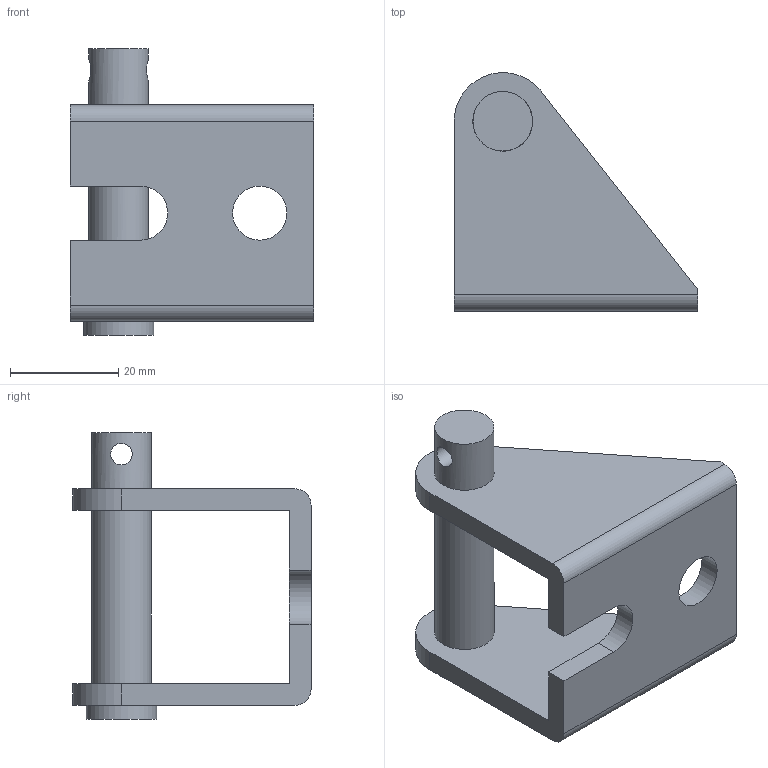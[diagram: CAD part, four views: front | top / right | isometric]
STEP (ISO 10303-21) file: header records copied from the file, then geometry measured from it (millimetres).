
FILE_DESCRIPTION(('FreeCAD Model'),'2;1');
FILE_NAME('MB3U pinned.step','2016-09-30T11:28:52',('Technical Support'),( 'Firgelli Automations Inc'),'Open CASCADE STEP processor 6.8', 'FreeCAD','Unknown');
FILE_SCHEMA(('AUTOMOTIVE_DESIGN_CC2 { 1 2 10303 214 -1 1 5 4 }'));
Length unit declared in the file: millimetre
Products named in the file (1): MB3U_pinned
Bounding box: 45 x 43.97 x 53 mm (x, y, z)
Volume: 19447 mm3; surface area: 10692 mm2
Topology: 1 solids, 1 shells, 29 faces, 79 edges, 52 vertices
Faces by surface type: plane 16, cylinder 13
Full cylindrical faces by diameter (mm): 4 x1, 10 x1, 11 x1, 13 x1
Entity records: 3581 total; most frequent: CARTESIAN_POINT 1892, DIRECTION 247, ORIENTED_EDGE 158, PCURVE 158, DEFINITIONAL_REPRESENTATION 158, LINE 122, VECTOR 122, EDGE_CURVE 79
